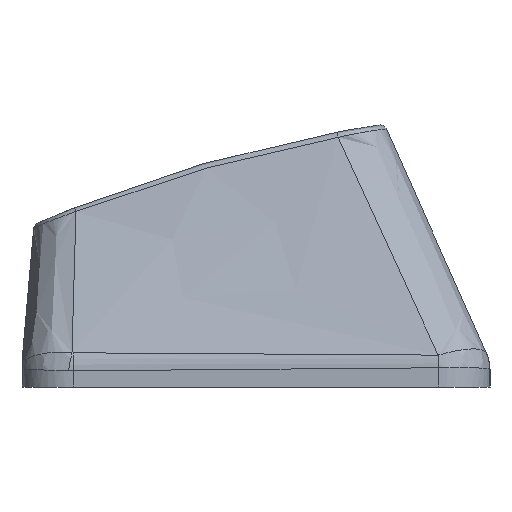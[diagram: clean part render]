
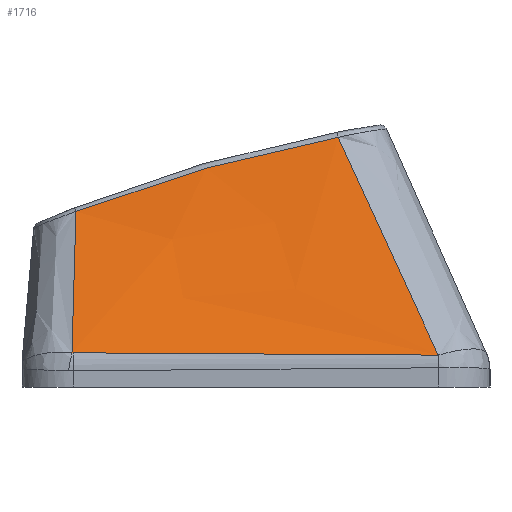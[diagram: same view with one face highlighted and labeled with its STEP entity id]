
A CAD part, left-side view. The second image highlights one B-rep face of the part: STEP entity #1716.
In plain terms, the highlighted free-form (B-spline) face has degree [3, 3] with [4, 4] control points.
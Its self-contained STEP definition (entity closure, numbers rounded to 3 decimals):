
#379=FACE_OUTER_BOUND('',#483,.T.);
#483=EDGE_LOOP('',(#1219,#1220,#1221,#1222,#1223));
#578=B_SPLINE_CURVE_WITH_KNOTS('',3,(#2488,#2489,#2490,#2491),
 .UNSPECIFIED.,.F.,.F.,(4,4),(-1.416,0.),.UNSPECIFIED.);
#581=B_SPLINE_CURVE_WITH_KNOTS('',3,(#2521,#2522,#2523,#2524),
 .UNSPECIFIED.,.F.,.F.,(4,4),(0.,0.005),
 .UNSPECIFIED.);
#604=B_SPLINE_CURVE_WITH_KNOTS('',3,(#2896,#2897,#2898,#2899),
 .UNSPECIFIED.,.F.,.F.,(4,4),(0.038,0.659),
 .UNSPECIFIED.);
#606=B_SPLINE_CURVE_WITH_KNOTS('',3,(#2923,#2924,#2925,#2926),
 .UNSPECIFIED.,.F.,.F.,(4,4),(-1.003,-0.027),
 .UNSPECIFIED.);
#607=B_SPLINE_CURVE_WITH_KNOTS('',3,(#2927,#2928,#2929,#2930),
 .UNSPECIFIED.,.F.,.F.,(4,4),(-1.057,0.),.UNSPECIFIED.);
#716=VERTEX_POINT('',#2485);
#717=VERTEX_POINT('',#2487);
#719=VERTEX_POINT('',#2514);
#739=VERTEX_POINT('',#2895);
#740=VERTEX_POINT('',#2922);
#889=EDGE_CURVE('',#716,#717,#578,.T.);
#894=EDGE_CURVE('',#717,#719,#581,.T.);
#927=EDGE_CURVE('',#719,#739,#604,.T.);
#929=EDGE_CURVE('',#740,#716,#606,.T.);
#930=EDGE_CURVE('',#739,#740,#607,.T.);
#1219=ORIENTED_EDGE('',*,*,#894,.F.);
#1220=ORIENTED_EDGE('',*,*,#889,.F.);
#1221=ORIENTED_EDGE('',*,*,#929,.F.);
#1222=ORIENTED_EDGE('',*,*,#930,.F.);
#1223=ORIENTED_EDGE('',*,*,#927,.F.);
#1681=B_SPLINE_SURFACE_WITH_KNOTS('',3,3,((#2906,#2907,#2908,#2909),(#2910,
#2911,#2912,#2913),(#2914,#2915,#2916,#2917),(#2918,#2919,#2920,#2921)),
 .UNSPECIFIED.,.F.,.F.,.F.,(4,4),(4,4),(0.107,0.895),
(0.027,0.978),.UNSPECIFIED.);
#1716=ADVANCED_FACE('',(#379),#1681,.T.);
#2485=CARTESIAN_POINT('',(-85.198,-7.074,0.238));
#2487=CARTESIAN_POINT('',(-85.107,7.092,0.328));
#2488=CARTESIAN_POINT('Ctrl Pts',(-85.198,-7.074,0.238));
#2489=CARTESIAN_POINT('Ctrl Pts',(-85.187,-2.354,0.253));
#2490=CARTESIAN_POINT('Ctrl Pts',(-85.177,2.365,0.275));
#2491=CARTESIAN_POINT('Ctrl Pts',(-85.107,7.092,0.328));
#2514=CARTESIAN_POINT('',(-85.104,7.141,0.333));
#2521=CARTESIAN_POINT('Ctrl Pts',(-85.107,7.092,0.328));
#2522=CARTESIAN_POINT('Ctrl Pts',(-85.107,7.108,0.328));
#2523=CARTESIAN_POINT('Ctrl Pts',(-85.106,7.125,0.33));
#2524=CARTESIAN_POINT('Ctrl Pts',(-85.104,7.141,0.333));
#2895=CARTESIAN_POINT('',(-82.256,6.988,5.809));
#2896=CARTESIAN_POINT('Ctrl Pts',(-85.104,7.141,0.333));
#2897=CARTESIAN_POINT('Ctrl Pts',(-84.143,7.068,2.154));
#2898=CARTESIAN_POINT('Ctrl Pts',(-83.194,7.013,3.98));
#2899=CARTESIAN_POINT('Ctrl Pts',(-82.256,6.988,5.809));
#2906=CARTESIAN_POINT('Ctrl Pts',(-85.198,7.139,0.157));
#2907=CARTESIAN_POINT('Ctrl Pts',(-84.211,7.164,2.023));
#2908=CARTESIAN_POINT('Ctrl Pts',(-83.225,7.189,3.89));
#2909=CARTESIAN_POINT('Ctrl Pts',(-82.239,7.214,5.756));
#2910=CARTESIAN_POINT('Ctrl Pts',(-85.198,2.404,0.193));
#2911=CARTESIAN_POINT('Ctrl Pts',(-84.211,2.845,2.5));
#2912=CARTESIAN_POINT('Ctrl Pts',(-83.225,3.286,4.807));
#2913=CARTESIAN_POINT('Ctrl Pts',(-82.239,3.726,7.114));
#2914=CARTESIAN_POINT('Ctrl Pts',(-85.198,-2.334,0.221));
#2915=CARTESIAN_POINT('Ctrl Pts',(-84.211,-1.523,2.855));
#2916=CARTESIAN_POINT('Ctrl Pts',(-83.225,-0.712,
5.489));
#2917=CARTESIAN_POINT('Ctrl Pts',(-82.239,0.099,
8.123));
#2918=CARTESIAN_POINT('Ctrl Pts',(-85.198,-7.074,0.238));
#2919=CARTESIAN_POINT('Ctrl Pts',(-84.211,-5.914,3.08));
#2920=CARTESIAN_POINT('Ctrl Pts',(-83.225,-4.754,5.921));
#2921=CARTESIAN_POINT('Ctrl Pts',(-82.239,-3.593,8.762));
#2922=CARTESIAN_POINT('',(-82.239,-3.187,8.691));
#2923=CARTESIAN_POINT('Ctrl Pts',(-82.239,-3.187,8.691));
#2924=CARTESIAN_POINT('Ctrl Pts',(-83.234,-4.492,5.879));
#2925=CARTESIAN_POINT('Ctrl Pts',(-84.218,-5.786,3.06));
#2926=CARTESIAN_POINT('Ctrl Pts',(-85.198,-7.074,0.238));
#2927=CARTESIAN_POINT('Ctrl Pts',(-82.256,6.988,5.809));
#2928=CARTESIAN_POINT('Ctrl Pts',(-82.248,3.693,7.081));
#2929=CARTESIAN_POINT('Ctrl Pts',(-82.242,0.285,8.054));
#2930=CARTESIAN_POINT('Ctrl Pts',(-82.239,-3.187,8.691));
